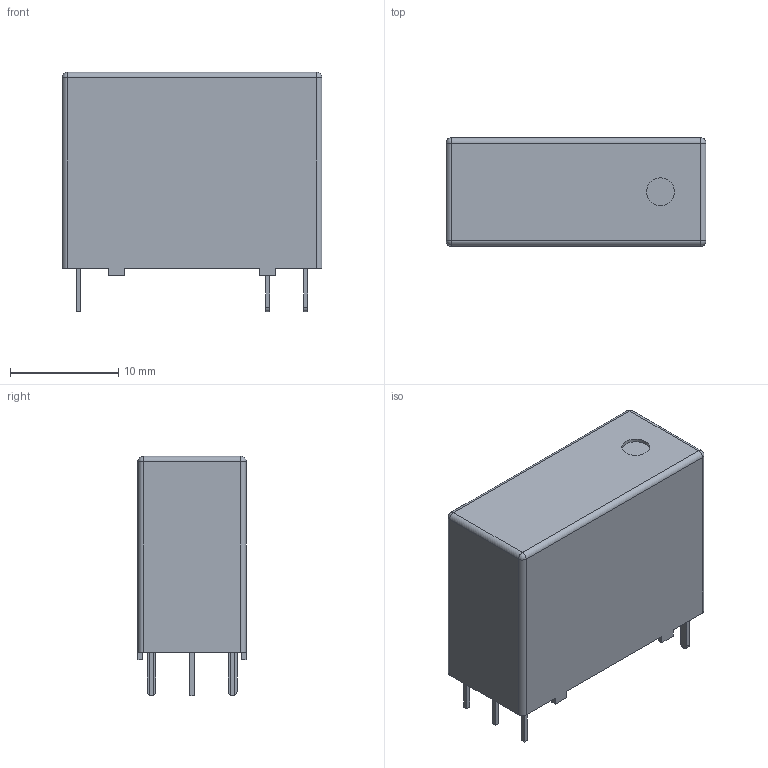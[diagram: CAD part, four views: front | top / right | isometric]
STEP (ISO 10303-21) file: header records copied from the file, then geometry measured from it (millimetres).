
FILE_DESCRIPTION (( 'STEP AP214' ), '1' );
FILE_NAME ('RELAY-TH_ADW1212HLW.step', '2022-07-09T12:58:10', ( '' ), ( '' ), 'SwSTEP 2.0', 'SolidWorks 2020', '' );
FILE_SCHEMA (( 'AUTOMOTIVE_DESIGN' ));
Length unit declared in the file: millimetre
Products named in the file (1): RELAY-TH_ADW1212HLW
Bounding box: 24 x 10.01 x 22.1 mm (x, y, z)
Volume: 4341.3 mm3; surface area: 1733.1 mm2
Topology: 1 solids, 1 shells, 347 faces, 931 edges, 614 vertices
Faces by surface type: plane 217, bspline 112, cylinder 14, sphere 4
Entity records: 14832 total; most frequent: CARTESIAN_POINT 3993, ORIENTED_EDGE 1854, DIRECTION 1199, EDGE_CURVE 927, VECTOR 671, LINE 671, VERTEX_POINT 614, EDGE_LOOP 379
